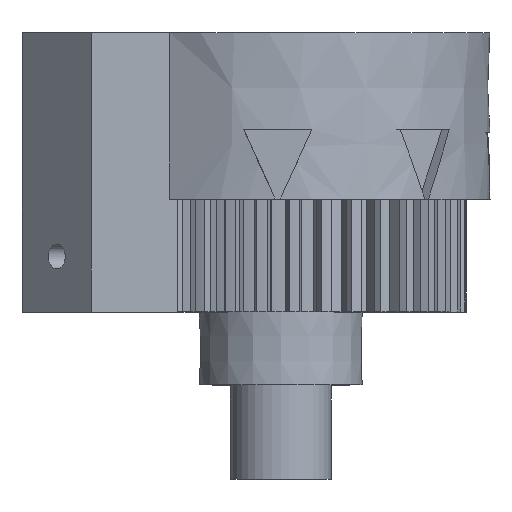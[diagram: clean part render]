
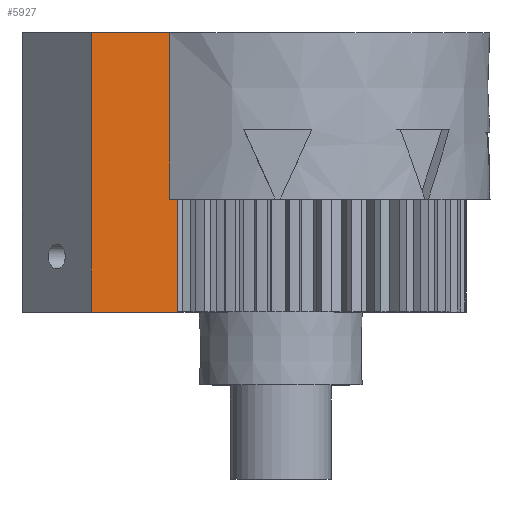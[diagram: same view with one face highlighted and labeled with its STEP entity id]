
A CAD part, top view. The second image highlights one B-rep face of the part: STEP entity #5927.
In plain terms, the highlighted planar face has unit normal (0.697, 0, 0.717).
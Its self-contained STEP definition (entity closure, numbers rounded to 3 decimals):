
#33=(
BOUNDED_CURVE()
B_SPLINE_CURVE(2,(#9769,#9770,#9771),.UNSPECIFIED.,.F.,.F.)
B_SPLINE_CURVE_WITH_KNOTS((3,3),(-11.02,-10.003),
 .UNSPECIFIED.)
CURVE()
GEOMETRIC_REPRESENTATION_ITEM()
RATIONAL_B_SPLINE_CURVE((1.,1.,1.))
REPRESENTATION_ITEM('')
);
#438=FACE_OUTER_BOUND('',#740,.T.);
#740=EDGE_LOOP('',(#4943,#4944,#4945,#4946,#4947,#4948));
#1293=LINE('',#9863,#1921);
#1377=LINE('',#10153,#2005);
#1381=LINE('',#10161,#2009);
#1383=LINE('',#10164,#2011);
#1384=LINE('',#10165,#2012);
#1921=VECTOR('',#7826,10.);
#2005=VECTOR('',#8066,10.);
#2009=VECTOR('',#8074,10.);
#2011=VECTOR('',#8078,10.);
#2012=VECTOR('',#8079,10.);
#2730=VERTEX_POINT('',#9766);
#2731=VERTEX_POINT('',#9768);
#2746=VERTEX_POINT('',#9861);
#2747=VERTEX_POINT('',#9862);
#2807=VERTEX_POINT('',#10151);
#2809=VERTEX_POINT('',#10160);
#3528=EDGE_CURVE('',#2731,#2730,#33,.T.);
#3552=EDGE_CURVE('',#2746,#2747,#1293,.T.);
#3672=EDGE_CURVE('',#2730,#2807,#1377,.T.);
#3676=EDGE_CURVE('',#2809,#2746,#1381,.T.);
#3678=EDGE_CURVE('',#2731,#2747,#1383,.T.);
#3679=EDGE_CURVE('',#2809,#2807,#1384,.T.);
#4943=ORIENTED_EDGE('',*,*,#3678,.F.);
#4944=ORIENTED_EDGE('',*,*,#3528,.T.);
#4945=ORIENTED_EDGE('',*,*,#3672,.T.);
#4946=ORIENTED_EDGE('',*,*,#3679,.F.);
#4947=ORIENTED_EDGE('',*,*,#3676,.T.);
#4948=ORIENTED_EDGE('',*,*,#3552,.T.);
#5636=PLANE('',#6446);
#5927=ADVANCED_FACE('',(#438),#5636,.T.);
#6446=AXIS2_PLACEMENT_3D('',#10163,#8076,#8077);
#7826=DIRECTION('',(0.,1.,0.));
#8066=DIRECTION('',(-0.717,0.,0.697));
#8074=DIRECTION('',(0.717,0.,-0.697));
#8076=DIRECTION('center_axis',(0.697,0.,0.717));
#8077=DIRECTION('ref_axis',(0.717,0.,-0.697));
#8078=DIRECTION('',(0.717,0.,-0.697));
#8079=DIRECTION('',(0.,1.,0.));
#9766=CARTESIAN_POINT('',(-0.547,0.178,103.042));
#9768=CARTESIAN_POINT('',(-0.547,-9.993,103.042));
#9769=CARTESIAN_POINT('Ctrl Pts',(-0.547,-9.993,
103.042));
#9770=CARTESIAN_POINT('Ctrl Pts',(-0.547,-4.908,
103.042));
#9771=CARTESIAN_POINT('Ctrl Pts',(-0.547,0.178,103.042));
#9861=CARTESIAN_POINT('',(-0.084,-16.904,102.592));
#9862=CARTESIAN_POINT('',(-0.084,-9.993,102.592));
#9863=CARTESIAN_POINT('',(-0.084,-13.449,102.592));
#10151=CARTESIAN_POINT('',(-5.329,0.178,107.691));
#10153=CARTESIAN_POINT('',(4.661,0.178,97.978));
#10160=CARTESIAN_POINT('',(-5.329,-16.904,107.691));
#10161=CARTESIAN_POINT('',(-1.534,-16.904,104.001));
#10163=CARTESIAN_POINT('Origin',(-1.985,-8.907,104.439));
#10164=CARTESIAN_POINT('',(3.136,-9.993,99.461));
#10165=CARTESIAN_POINT('',(-5.329,-11.106,107.691));
